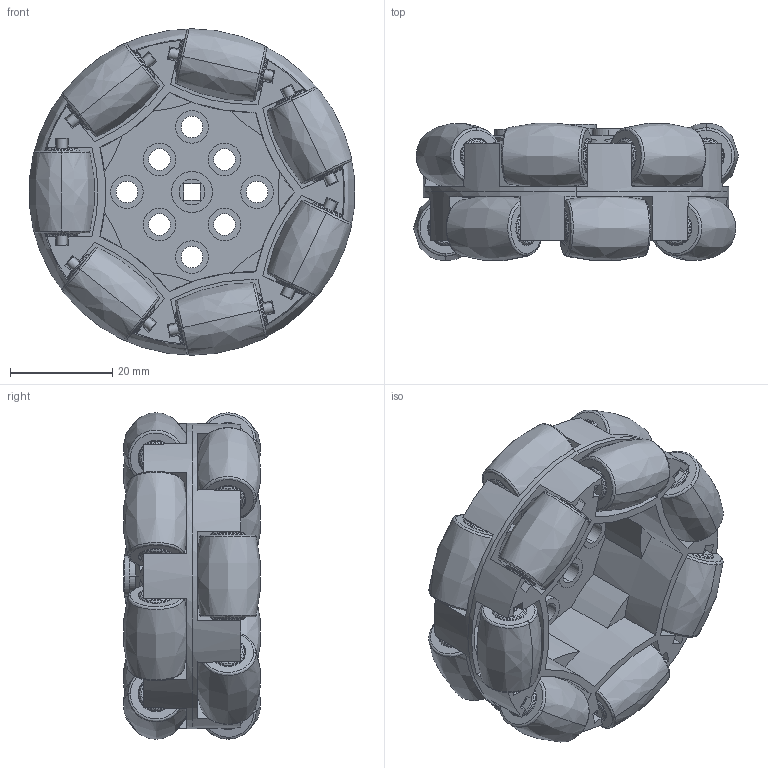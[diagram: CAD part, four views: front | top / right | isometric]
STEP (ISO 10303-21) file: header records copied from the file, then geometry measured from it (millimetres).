
FILE_DESCRIPTION (( 'STEP AP214' ), '1' );
FILE_NAME ('228-2536 Rev2.STEP', '2014-03-06T21:39:31', ( '' ), ( '' ), 'SwSTEP 2.0', 'SolidWorks 2013', '' );
FILE_SCHEMA (( 'AUTOMOTIVE_DESIGN' ));
Length unit declared in the file: millimetre
Products named in the file (6): 228-2536 Rev2; 228-2536-001-1; 228-2536-004-1; 228-2536-003-1; 228-2536-002-1; ROLLER-2
Assembly tree (18 placements, depth 3):
  228-2536 Rev2
    228-2536-001-1
    ROLLER-2  x14
      228-2536-004-1
      228-2536-003-1
      228-2536-002-1
Bounding box: 63.47 x 26.69 x 63.67 mm (x, y, z)
Volume: 36449.9 mm3; surface area: 42569.5 mm2
Topology: 43 solids, 43 shells, 1805 faces, 4220 edges, 2554 vertices
Faces by surface type: bspline 551, plane 531, cylinder 507, cone 216
Entity records: 31412 total; most frequent: CARTESIAN_POINT 7280, ORIENTED_EDGE 3812, DIRECTION 3227, EDGE_CURVE 1906, VERTEX_POINT 1254, VECTOR 1107, LINE 1107, AXIS2_PLACEMENT_3D 1060
